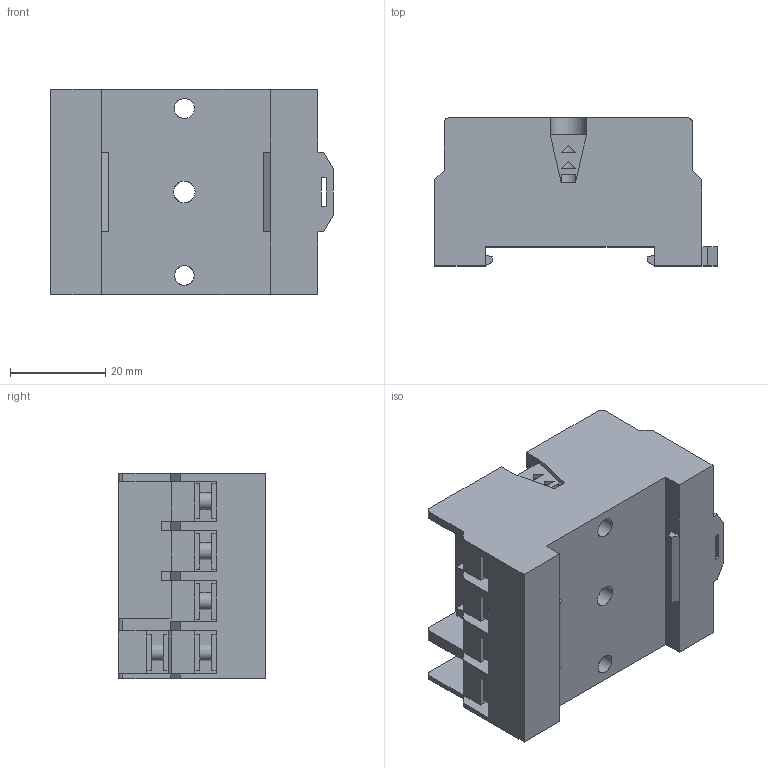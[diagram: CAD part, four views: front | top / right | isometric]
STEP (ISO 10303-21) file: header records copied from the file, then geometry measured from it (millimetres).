
FILE_DESCRIPTION(('STEP AP214'),'2;1');
FILE_NAME('90.27+morsetti_catalogo.stp','2011-05-26T13:35:06',(''),(''),'2007.1.106','THINKDESIGN','');
FILE_SCHEMA(('AUTOMOTIVE_DESIGN'));
Length unit declared in the file: millimetre
Products named in the file (1): None
Bounding box: 59.2 x 31 x 43 mm (x, y, z)
Surface area: 21058.7 mm2 (no closed solid volume)
Topology: 0 solids, 0 shells, 537 faces, 2953 edges, 2942 vertices
Faces by surface type: plane 457, cylinder 47, bspline 33
Full cylindrical faces by diameter (mm): 2.8 x11, 4.1 x1, 4.2 x1, 4.5 x1, 4.8 x11, 5 x11
Entity records: 30052 total; most frequent: CARTESIAN_POINT 8566, DIRECTION 3802, COMPOSITE_CURVE_SEGMENT 2920, TRIMMED_CURVE 2565, VECTOR 2336, LINE 2336, AXIS2_PLACEMENT_3D 733, STYLED_ITEM 537
